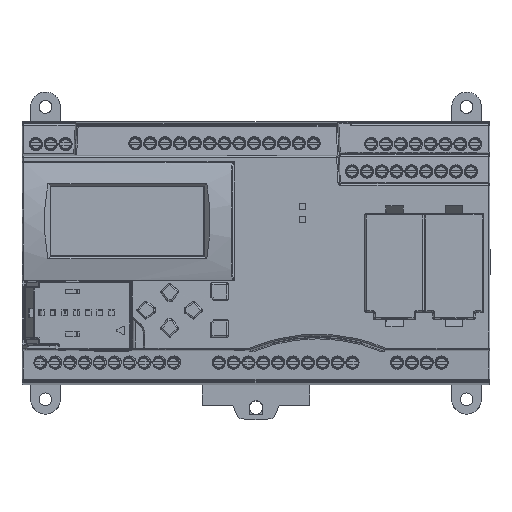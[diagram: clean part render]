
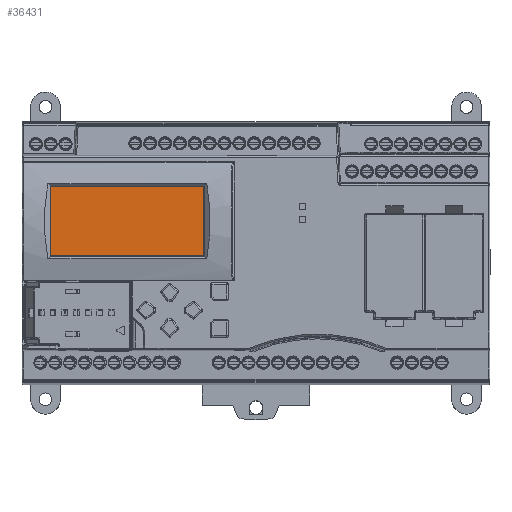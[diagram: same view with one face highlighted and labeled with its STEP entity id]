
A CAD part, top view. The second image highlights one B-rep face of the part: STEP entity #36431.
In plain terms, the highlighted planar face has unit normal (0, 0, 1).
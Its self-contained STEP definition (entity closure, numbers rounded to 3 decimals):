
#1834 = CARTESIAN_POINT ( 'NONE',  ( -17.834, 22.596, 75.7 ) ) ;
#4191 = CARTESIAN_POINT ( 'NONE',  ( -70.166, -2.18, 75.7 ) ) ;
#13392 = VERTEX_POINT ( 'NONE', #90557 ) ;
#14017 = LINE ( 'NONE', #57501, #139325 ) ;
#20511 = DIRECTION ( 'NONE',  ( 1., 0., 0. ) ) ;
#25954 = ORIENTED_EDGE ( 'NONE', *, *, #133544, .F. ) ;
#36431 = ADVANCED_FACE ( 'NONE', ( #114812 ), #49995, .F. ) ;
#39315 = DIRECTION ( 'NONE',  ( 0., 1., 0. ) ) ;
#41136 = EDGE_LOOP ( 'NONE', ( #57277, #104261, #25954, #138504 ) ) ;
#47682 = DIRECTION ( 'NONE',  ( 0., 1., 0. ) ) ;
#47826 = LINE ( 'NONE', #91268, #85328 ) ;
#49995 = PLANE ( 'NONE',  #96309 ) ;
#51034 = VERTEX_POINT ( 'NONE', #107717 ) ;
#57277 = ORIENTED_EDGE ( 'NONE', *, *, #127479, .F. ) ;
#57501 = CARTESIAN_POINT ( 'NONE',  ( -17.834, -2.18, 75.7 ) ) ;
#58191 = VECTOR ( 'NONE', #47682, 1000. ) ;
#73386 = VERTEX_POINT ( 'NONE', #1834 ) ;
#74680 = LINE ( 'NONE', #118068, #112247 ) ;
#85328 = VECTOR ( 'NONE', #134718, 1000. ) ;
#90557 = CARTESIAN_POINT ( 'NONE',  ( -70.166, 22.596, 75.7 ) ) ;
#91268 = CARTESIAN_POINT ( 'NONE',  ( -71.29, -1.056, 75.7 ) ) ;
#93430 = CARTESIAN_POINT ( 'NONE',  ( -71.29, -2.18, 75.7 ) ) ;
#94687 = CARTESIAN_POINT ( 'NONE',  ( -70.166, -1.056, 75.7 ) ) ;
#96309 = AXIS2_PLACEMENT_3D ( 'NONE', #93430, #136867, #39315 ) ;
#100935 = DIRECTION ( 'NONE',  ( 0., -1., 0. ) ) ;
#101831 = LINE ( 'NONE', #4191, #58191 ) ;
#104261 = ORIENTED_EDGE ( 'NONE', *, *, #140998, .F. ) ;
#107717 = CARTESIAN_POINT ( 'NONE',  ( -17.834, -1.056, 75.7 ) ) ;
#112247 = VECTOR ( 'NONE', #20511, 1000. ) ;
#114812 = FACE_OUTER_BOUND ( 'NONE', #41136, .T. ) ;
#118068 = CARTESIAN_POINT ( 'NONE',  ( -71.29, 22.596, 75.7 ) ) ;
#122672 = VERTEX_POINT ( 'NONE', #94687 ) ;
#127479 = EDGE_CURVE ( 'NONE', #73386, #51034, #14017, .T. ) ;
#132389 = EDGE_CURVE ( 'NONE', #51034, #122672, #47826, .T. ) ;
#133544 = EDGE_CURVE ( 'NONE', #122672, #13392, #101831, .T. ) ;
#134718 = DIRECTION ( 'NONE',  ( -1., 0., 0. ) ) ;
#136867 = DIRECTION ( 'NONE',  ( 0., 0., -1. ) ) ;
#138504 = ORIENTED_EDGE ( 'NONE', *, *, #132389, .F. ) ;
#139325 = VECTOR ( 'NONE', #100935, 1000. ) ;
#140998 = EDGE_CURVE ( 'NONE', #13392, #73386, #74680, .T. ) ;
